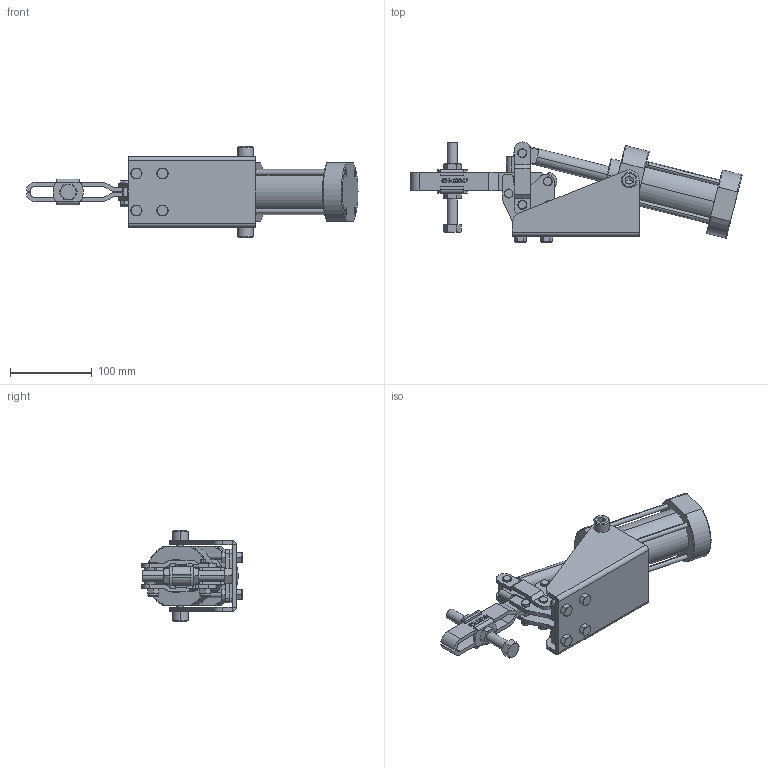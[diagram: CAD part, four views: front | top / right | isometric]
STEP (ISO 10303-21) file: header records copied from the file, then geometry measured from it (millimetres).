
FILE_DESCRIPTION (( 'STEP AP214' ), '1' );
FILE_NAME ('GH-10247-A(Â²¤Æ)-1.STEP', '2020-07-23T03:42:52', ( 'LinWei' ), ( '' ), 'SwSTEP 2.0', 'SolidWorks 2016', '' );
FILE_SCHEMA (( 'AUTOMOTIVE_DESIGN' ));
Length unit declared in the file: millimetre
Products named in the file (9): prevailing torque nut style 1 insert_DIN-1^GH-10247-A(Â²¤Æ)-1; 10247A-CYLINDER-1^GH-10247-A(簡化)-1; Group7^GH-10247-A(簡化)-1; Group4^GH-10247-A(簡化)-1; Group2^GH-10247-A(簡化)-1; Group1^GH-10247-A(簡化)-1; GH-10247-A(簡化)-1; Group2^GH-10247-A(簡化); 11024708-1^GH-10247-A(簡化)
Assembly tree (8 placements, depth 2):
  GH-10247-A(簡化)-1
    Group1^GH-10247-A(簡化)-1
    Group2^GH-10247-A(簡化)-1
    Group4^GH-10247-A(簡化)-1
    Group7^GH-10247-A(簡化)-1
    10247A-CYLINDER-1^GH-10247-A(簡化)-1
    prevailing torque nut style 1 insert_DIN-1^GH-10247-A(Â²¤Æ)-1
    11024708-1^GH-10247-A(簡化)
    Group2^GH-10247-A(簡化)
Bounding box: 405.14 x 122.13 x 111.5 mm (x, y, z)
Volume: 735113.7 mm3; surface area: 223975.1 mm2
Topology: 9 solids, 9 shells, 852 faces, 2068 edges, 1296 vertices
Faces by surface type: plane 411, cylinder 221, cone 178, bspline 28, torus 14
Entity records: 31670 total; most frequent: CARTESIAN_POINT 8055, ORIENTED_EDGE 4120, DIRECTION 3998, EDGE_CURVE 2060, AXIS2_PLACEMENT_3D 1491, VERTEX_POINT 1296, VECTOR 1016, LINE 1016
